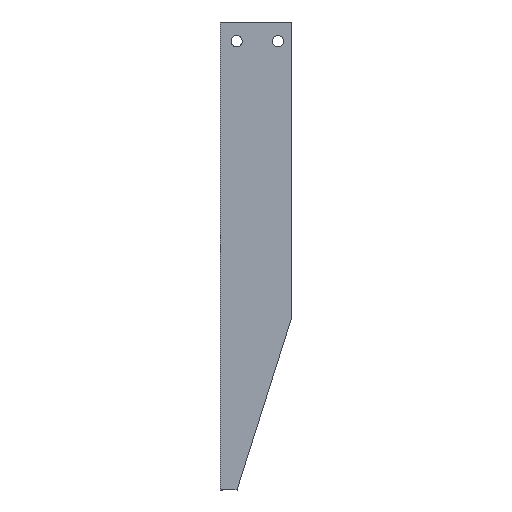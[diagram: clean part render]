
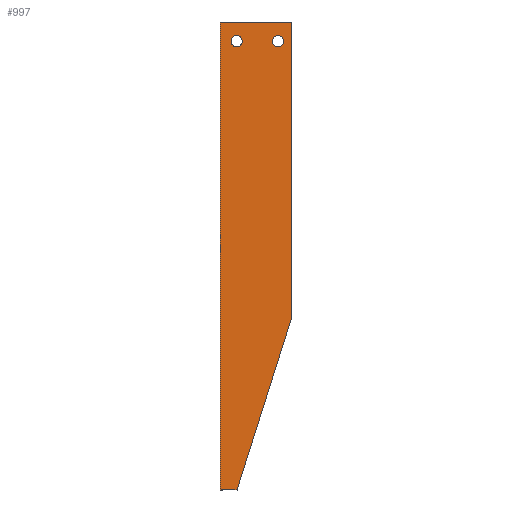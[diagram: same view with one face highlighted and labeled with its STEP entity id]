
A CAD part, left-side view. The second image highlights one B-rep face of the part: STEP entity #997.
In plain terms, the highlighted planar face has unit normal (-1, 0, 0).
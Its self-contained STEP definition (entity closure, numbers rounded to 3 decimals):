
#30=FACE_BOUND('',#131,.T.);
#31=FACE_BOUND('',#132,.T.);
#50=CIRCLE('',#1069,4.1);
#51=CIRCLE('',#1070,4.1);
#82=FACE_OUTER_BOUND('',#130,.T.);
#130=EDGE_LOOP('',(#640,#641,#642,#643,#644,#645,#646));
#131=EDGE_LOOP('',(#647));
#132=EDGE_LOOP('',(#648));
#198=LINE('',#1420,#304);
#199=LINE('',#1422,#305);
#200=LINE('',#1424,#306);
#201=LINE('',#1426,#307);
#202=LINE('',#1428,#308);
#203=LINE('',#1430,#309);
#204=LINE('',#1431,#310);
#304=VECTOR('',#1152,10.);
#305=VECTOR('',#1153,10.);
#306=VECTOR('',#1154,10.);
#307=VECTOR('',#1155,10.);
#308=VECTOR('',#1156,10.);
#309=VECTOR('',#1157,10.);
#310=VECTOR('',#1158,10.);
#410=VERTEX_POINT('',#1418);
#411=VERTEX_POINT('',#1419);
#412=VERTEX_POINT('',#1421);
#413=VERTEX_POINT('',#1423);
#414=VERTEX_POINT('',#1425);
#415=VERTEX_POINT('',#1427);
#416=VERTEX_POINT('',#1429);
#417=VERTEX_POINT('',#1432);
#418=VERTEX_POINT('',#1434);
#502=EDGE_CURVE('',#410,#411,#198,.T.);
#503=EDGE_CURVE('',#410,#412,#199,.T.);
#504=EDGE_CURVE('',#413,#412,#200,.T.);
#505=EDGE_CURVE('',#413,#414,#201,.T.);
#506=EDGE_CURVE('',#414,#415,#202,.T.);
#507=EDGE_CURVE('',#415,#416,#203,.T.);
#508=EDGE_CURVE('',#411,#416,#204,.T.);
#509=EDGE_CURVE('',#417,#417,#50,.T.);
#510=EDGE_CURVE('',#418,#418,#51,.T.);
#640=ORIENTED_EDGE('',*,*,#502,.F.);
#641=ORIENTED_EDGE('',*,*,#503,.T.);
#642=ORIENTED_EDGE('',*,*,#504,.F.);
#643=ORIENTED_EDGE('',*,*,#505,.T.);
#644=ORIENTED_EDGE('',*,*,#506,.T.);
#645=ORIENTED_EDGE('',*,*,#507,.T.);
#646=ORIENTED_EDGE('',*,*,#508,.F.);
#647=ORIENTED_EDGE('',*,*,#509,.T.);
#648=ORIENTED_EDGE('',*,*,#510,.T.);
#916=PLANE('',#1068);
#997=ADVANCED_FACE('',(#82,#30,#31),#916,.T.);
#1068=AXIS2_PLACEMENT_3D('',#1417,#1150,#1151);
#1069=AXIS2_PLACEMENT_3D('',#1433,#1159,#1160);
#1070=AXIS2_PLACEMENT_3D('',#1435,#1161,#1162);
#1150=DIRECTION('center_axis',(-1.,0.,0.));
#1151=DIRECTION('ref_axis',(0.,0.,
1.));
#1152=DIRECTION('',(0.,1.,0.));
#1153=DIRECTION('',(0.,-0.303,0.953));
#1154=DIRECTION('',(0.,0.,-1.));
#1155=DIRECTION('',(0.,1.,0.));
#1156=DIRECTION('',(0.,1.,0.));
#1157=DIRECTION('',(0.,0.,-1.));
#1158=DIRECTION('',(0.,1.,0.));
#1159=DIRECTION('center_axis',(1.,0.,0.));
#1160=DIRECTION('ref_axis',(0.,1.,0.));
#1161=DIRECTION('center_axis',(1.,0.,0.));
#1162=DIRECTION('ref_axis',(0.,1.,0.));
#1417=CARTESIAN_POINT('Origin',(-82.3,15.393,-170.));
#1418=CARTESIAN_POINT('',(-82.3,-10.724,-340.));
#1419=CARTESIAN_POINT('',(-82.3,-1.5,-340.));
#1420=CARTESIAN_POINT('',(-82.3,-50.407,-340.));
#1421=CARTESIAN_POINT('',(-82.3,-50.407,-215.));
#1422=CARTESIAN_POINT('',(-82.3,-35.149,-263.061));
#1423=CARTESIAN_POINT('',(-82.3,-50.407,0.));
#1424=CARTESIAN_POINT('',(-82.3,-50.407,0.));
#1425=CARTESIAN_POINT('',(-82.3,-1.5,0.));
#1426=CARTESIAN_POINT('',(-82.3,6.946,0.));
#1427=CARTESIAN_POINT('',(-82.3,1.5,0.));
#1428=CARTESIAN_POINT('',(-82.3,6.946,0.));
#1429=CARTESIAN_POINT('',(-82.3,1.5,-340.));
#1430=CARTESIAN_POINT('',(-82.3,1.5,-170.));
#1431=CARTESIAN_POINT('',(-82.3,9.759,-340.));
#1432=CARTESIAN_POINT('',(-82.3,-14.507,-14.));
#1433=CARTESIAN_POINT('Origin',(-82.3,-10.407,-14.));
#1434=CARTESIAN_POINT('',(-82.3,-44.507,-14.));
#1435=CARTESIAN_POINT('Origin',(-82.3,-40.407,-14.));
